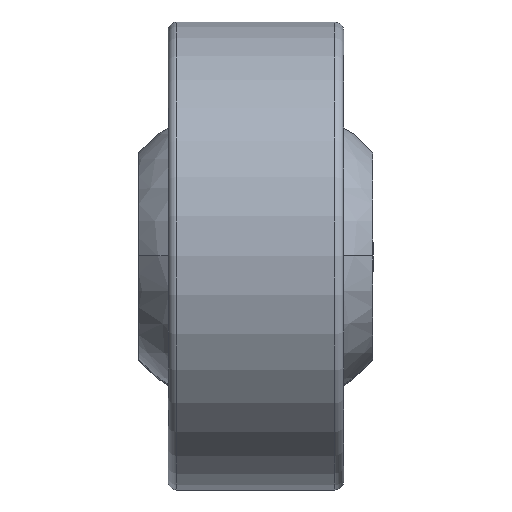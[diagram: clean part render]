
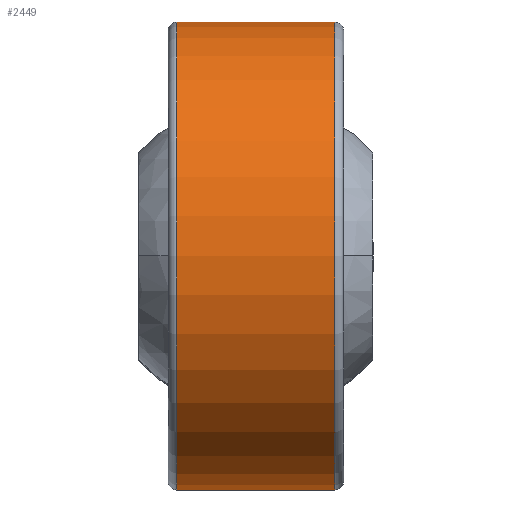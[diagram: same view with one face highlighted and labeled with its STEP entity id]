
A CAD part, top view. The second image highlights one B-rep face of the part: STEP entity #2449.
In plain terms, the highlighted cylindrical face has radius 12 mm (diameter 24 mm), a partial arc.
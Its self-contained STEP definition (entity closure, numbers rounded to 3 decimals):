
#41 = CYLINDRICAL_SURFACE ( 'NONE', #811, 12. ) ;
#83 = CARTESIAN_POINT ( 'NONE',  ( 0.367, -6.209, -10.269 ) ) ;
#126 = VERTEX_POINT ( 'NONE', #880 ) ;
#133 = CARTESIAN_POINT ( 'NONE',  ( 0.183, -6.217, -10.264 ) ) ;
#202 = DIRECTION ( 'NONE',  ( -1., 0., 0. ) ) ;
#219 = ORIENTED_EDGE ( 'NONE', *, *, #922, .T. ) ;
#227 = CARTESIAN_POINT ( 'NONE',  ( -2.501, 5.741, -10.538 ) ) ;
#299 = ORIENTED_EDGE ( 'NONE', *, *, #769, .T. ) ;
#402 = EDGE_LOOP ( 'NONE', ( #1003, #219, #299, #1108 ) ) ;
#486 = CARTESIAN_POINT ( 'NONE',  ( 4.05, -4.839, -10.981 ) ) ;
#492 = DIRECTION ( 'NONE',  ( 1., 0., 0. ) ) ;
#514 = CARTESIAN_POINT ( 'NONE',  ( -3.767, -5.059, -10.884 ) ) ;
#769 = EDGE_CURVE ( 'NONE', #2286, #1954, #1537, .T. ) ;
#800 = CARTESIAN_POINT ( 'NONE',  ( -0.367, -6.217, -10.264 ) ) ;
#811 = AXIS2_PLACEMENT_3D ( 'NONE', #1092, #492, #1093 ) ;
#815 = VERTEX_POINT ( 'NONE', #2426 ) ;
#833 = B_SPLINE_CURVE_WITH_KNOTS ( 'NONE', 3,
 ( #2684, #2672, #2670, #2091, #2591, #2640, #2633, #2582, #2595, #2566, #2508, #2469, #2440, #2427, #2425, #227, #2383, #2335, #2324, #2314 ),
 .UNSPECIFIED., .F., .F.,
 ( 4, 2, 2, 2, 2, 2, 2, 2, 2, 4 ),
 ( 0., 0.001, 0.002, 0.003, 0.004, 0.005, 0.006, 0.007, 0.008, 0.009 ),
 .UNSPECIFIED. ) ;
#880 = CARTESIAN_POINT ( 'NONE',  ( 4.05, 4.839, -10.981 ) ) ;
#892 = CIRCLE ( 'NONE', #1702, 12. ) ;
#922 = EDGE_CURVE ( 'NONE', #815, #2286, #892, .T. ) ;
#976 = CARTESIAN_POINT ( 'NONE',  ( -4.05, -4.839, -10.981 ) ) ;
#1003 = ORIENTED_EDGE ( 'NONE', *, *, #1367, .T. ) ;
#1060 = CARTESIAN_POINT ( 'NONE',  ( 3.767, -5.059, -10.884 ) ) ;
#1086 = CARTESIAN_POINT ( 'NONE',  ( -3.468, -5.253, -10.791 ) ) ;
#1092 = CARTESIAN_POINT ( 'NONE',  ( -4.5, 0., 0. ) ) ;
#1093 = DIRECTION ( 'NONE',  ( 0., 0., -1. ) ) ;
#1108 = ORIENTED_EDGE ( 'NONE', *, *, #1291, .T. ) ;
#1256 = CARTESIAN_POINT ( 'NONE',  ( -0.735, -6.187, -10.283 ) ) ;
#1283 = FACE_OUTER_BOUND ( 'NONE', #402, .T. ) ;
#1291 = EDGE_CURVE ( 'NONE', #1954, #126, #2408, .T. ) ;
#1367 = EDGE_CURVE ( 'NONE', #126, #815, #833, .T. ) ;
#1485 = CARTESIAN_POINT ( 'NONE',  ( 3.468, -5.254, -10.791 ) ) ;
#1526 = AXIS2_PLACEMENT_3D ( 'NONE', #1834, #202, #1813 ) ;
#1537 = B_SPLINE_CURVE_WITH_KNOTS ( 'NONE', 3,
 ( #2483, #514, #1086, #2384, #2688, #2161, #1716, #1256, #800, #133, #83, #2654, #2541, #2438, #2317, #1578, #1780, #1485, #1060, #486 ),
 .UNSPECIFIED., .F., .F.,
 ( 4, 2, 2, 2, 2, 2, 2, 2, 2, 4 ),
 ( 0., 0.001, 0.002, 0.003, 0.004, 0.005, 0.006, 0.007, 0.008, 0.009 ),
 .UNSPECIFIED. ) ;
#1578 = CARTESIAN_POINT ( 'NONE',  ( 2.501, -5.741, -10.538 ) ) ;
#1702 = AXIS2_PLACEMENT_3D ( 'NONE', #1892, #1876, #1880 ) ;
#1716 = CARTESIAN_POINT ( 'NONE',  ( -1.464, -6.065, -10.355 ) ) ;
#1777 = CARTESIAN_POINT ( 'NONE',  ( 4.05, -4.839, -10.981 ) ) ;
#1780 = CARTESIAN_POINT ( 'NONE',  ( 2.836, -5.595, -10.618 ) ) ;
#1813 = DIRECTION ( 'NONE',  ( 0., 0., -1. ) ) ;
#1834 = CARTESIAN_POINT ( 'NONE',  ( 4.05, 0., 0. ) ) ;
#1876 = DIRECTION ( 'NONE',  ( 1., 0., 0. ) ) ;
#1880 = DIRECTION ( 'NONE',  ( 0., 0., -1. ) ) ;
#1892 = CARTESIAN_POINT ( 'NONE',  ( -4.05, 0., 0. ) ) ;
#1954 = VERTEX_POINT ( 'NONE', #1777 ) ;
#2091 = CARTESIAN_POINT ( 'NONE',  ( 2.84, 5.592, -10.619 ) ) ;
#2161 = CARTESIAN_POINT ( 'NONE',  ( -1.818, -5.975, -10.408 ) ) ;
#2286 = VERTEX_POINT ( 'NONE', #976 ) ;
#2314 = CARTESIAN_POINT ( 'NONE',  ( -4.05, 4.839, -10.981 ) ) ;
#2317 = CARTESIAN_POINT ( 'NONE',  ( 1.816, -5.976, -10.407 ) ) ;
#2324 = CARTESIAN_POINT ( 'NONE',  ( -3.767, 5.059, -10.884 ) ) ;
#2335 = CARTESIAN_POINT ( 'NONE',  ( -3.468, 5.254, -10.791 ) ) ;
#2383 = CARTESIAN_POINT ( 'NONE',  ( -2.836, 5.595, -10.618 ) ) ;
#2384 = CARTESIAN_POINT ( 'NONE',  ( -2.84, -5.592, -10.619 ) ) ;
#2408 = CIRCLE ( 'NONE', #1526, 12. ) ;
#2425 = CARTESIAN_POINT ( 'NONE',  ( -1.816, 5.976, -10.407 ) ) ;
#2426 = CARTESIAN_POINT ( 'NONE',  ( -4.05, 4.839, -10.981 ) ) ;
#2427 = CARTESIAN_POINT ( 'NONE',  ( -1.464, 6.065, -10.355 ) ) ;
#2438 = CARTESIAN_POINT ( 'NONE',  ( 1.464, -6.065, -10.355 ) ) ;
#2440 = CARTESIAN_POINT ( 'NONE',  ( -0.919, 6.156, -10.301 ) ) ;
#2449 = ADVANCED_FACE ( 'NONE', ( #1283 ), #41, .T. ) ;
#2469 = CARTESIAN_POINT ( 'NONE',  ( -0.734, 6.179, -10.287 ) ) ;
#2483 = CARTESIAN_POINT ( 'NONE',  ( -4.05, -4.839, -10.981 ) ) ;
#2508 = CARTESIAN_POINT ( 'NONE',  ( -0.367, 6.209, -10.269 ) ) ;
#2541 = CARTESIAN_POINT ( 'NONE',  ( 0.919, -6.156, -10.301 ) ) ;
#2566 = CARTESIAN_POINT ( 'NONE',  ( -0.183, 6.217, -10.264 ) ) ;
#2582 = CARTESIAN_POINT ( 'NONE',  ( 0.735, 6.187, -10.283 ) ) ;
#2591 = CARTESIAN_POINT ( 'NONE',  ( 2.509, 5.738, -10.54 ) ) ;
#2595 = CARTESIAN_POINT ( 'NONE',  ( 0.367, 6.217, -10.264 ) ) ;
#2633 = CARTESIAN_POINT ( 'NONE',  ( 1.464, 6.065, -10.355 ) ) ;
#2640 = CARTESIAN_POINT ( 'NONE',  ( 1.818, 5.975, -10.408 ) ) ;
#2654 = CARTESIAN_POINT ( 'NONE',  ( 0.734, -6.179, -10.287 ) ) ;
#2670 = CARTESIAN_POINT ( 'NONE',  ( 3.468, 5.253, -10.791 ) ) ;
#2672 = CARTESIAN_POINT ( 'NONE',  ( 3.767, 5.059, -10.884 ) ) ;
#2684 = CARTESIAN_POINT ( 'NONE',  ( 4.05, 4.839, -10.981 ) ) ;
#2688 = CARTESIAN_POINT ( 'NONE',  ( -2.509, -5.738, -10.54 ) ) ;
